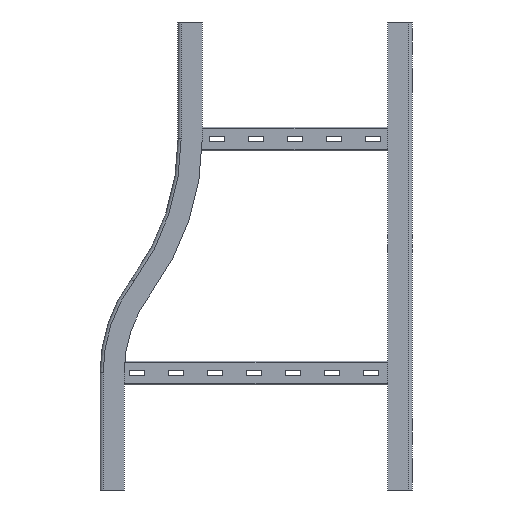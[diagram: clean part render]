
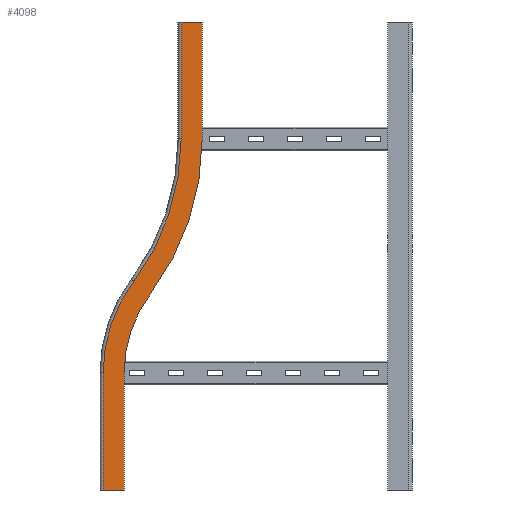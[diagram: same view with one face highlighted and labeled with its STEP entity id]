
A CAD part, front view. The second image highlights one B-rep face of the part: STEP entity #4098.
In plain terms, the highlighted planar face has unit normal (0, -1, 0).
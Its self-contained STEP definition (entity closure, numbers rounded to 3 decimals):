
#126=CIRCLE('',#4426,196.);
#127=CIRCLE('',#4428,169.);
#148=CIRCLE('',#4459,304.);
#149=CIRCLE('',#4461,331.);
#310=FACE_OUTER_BOUND('',#559,.T.);
#559=EDGE_LOOP('',(#2980,#2981,#2982,#2983,#2984,#2985,#2986,#2987,#2988,
#2989));
#816=LINE('',#6040,#1297);
#818=LINE('',#6046,#1299);
#832=LINE('',#6160,#1313);
#885=LINE('',#6273,#1366);
#886=LINE('',#6275,#1367);
#887=LINE('',#6276,#1368);
#1297=VECTOR('',#4831,10.);
#1299=VECTOR('',#4835,10.);
#1313=VECTOR('',#4983,10.);
#1366=VECTOR('',#5096,10.);
#1367=VECTOR('',#5097,10.);
#1368=VECTOR('',#5098,10.);
#1775=VERTEX_POINT('',#6036);
#1776=VERTEX_POINT('',#6038);
#1778=VERTEX_POINT('',#6043);
#1779=VERTEX_POINT('',#6045);
#1794=VERTEX_POINT('',#6095);
#1796=VERTEX_POINT('',#6100);
#1810=VERTEX_POINT('',#6149);
#1812=VERTEX_POINT('',#6154);
#1842=VERTEX_POINT('',#6269);
#1843=VERTEX_POINT('',#6274);
#2142=EDGE_CURVE('',#1775,#1776,#816,.T.);
#2144=EDGE_CURVE('',#1778,#1779,#818,.T.);
#2170=EDGE_CURVE('',#1794,#1775,#126,.T.);
#2172=EDGE_CURVE('',#1796,#1778,#127,.T.);
#2197=EDGE_CURVE('',#1810,#1794,#148,.T.);
#2199=EDGE_CURVE('',#1812,#1796,#149,.T.);
#2202=EDGE_CURVE('',#1779,#1776,#832,.T.);
#2261=EDGE_CURVE('',#1810,#1842,#885,.T.);
#2262=EDGE_CURVE('',#1843,#1812,#886,.T.);
#2263=EDGE_CURVE('',#1842,#1843,#887,.T.);
#2980=ORIENTED_EDGE('',*,*,#2261,.F.);
#2981=ORIENTED_EDGE('',*,*,#2197,.T.);
#2982=ORIENTED_EDGE('',*,*,#2170,.T.);
#2983=ORIENTED_EDGE('',*,*,#2142,.T.);
#2984=ORIENTED_EDGE('',*,*,#2202,.F.);
#2985=ORIENTED_EDGE('',*,*,#2144,.F.);
#2986=ORIENTED_EDGE('',*,*,#2172,.F.);
#2987=ORIENTED_EDGE('',*,*,#2199,.F.);
#2988=ORIENTED_EDGE('',*,*,#2262,.F.);
#2989=ORIENTED_EDGE('',*,*,#2263,.F.);
#3878=PLANE('',#4493);
#4098=ADVANCED_FACE('',(#310),#3878,.F.);
#4426=AXIS2_PLACEMENT_3D('',#6097,#4900,#4901);
#4428=AXIS2_PLACEMENT_3D('',#6102,#4905,#4906);
#4459=AXIS2_PLACEMENT_3D('',#6151,#4971,#4972);
#4461=AXIS2_PLACEMENT_3D('',#6156,#4976,#4977);
#4493=AXIS2_PLACEMENT_3D('',#6272,#5094,#5095);
#4831=DIRECTION('',(0.,0.,-1.));
#4835=DIRECTION('',(0.,0.,-1.));
#4900=DIRECTION('center_axis',(0.,-1.,0.));
#4901=DIRECTION('ref_axis',(-0.8,0.,0.6));
#4905=DIRECTION('center_axis',(0.,-1.,0.));
#4906=DIRECTION('ref_axis',(-0.8,0.,0.6));
#4971=DIRECTION('center_axis',(0.,1.,0.));
#4972=DIRECTION('ref_axis',(1.,0.,0.));
#4976=DIRECTION('center_axis',(0.,1.,0.));
#4977=DIRECTION('ref_axis',(1.,0.,0.));
#4983=DIRECTION('',(-1.,0.,0.));
#5094=DIRECTION('center_axis',(0.,1.,0.));
#5095=DIRECTION('ref_axis',(0.,0.,1.));
#5096=DIRECTION('',(0.,0.,1.));
#5097=DIRECTION('',(0.,0.,-1.));
#5098=DIRECTION('',(1.,0.,0.));
#6036=CARTESIAN_POINT('',(-127.,0.,-300.));
#6038=CARTESIAN_POINT('',(-127.,0.,-450.));
#6040=CARTESIAN_POINT('',(-127.,0.,-300.));
#6043=CARTESIAN_POINT('',(-100.,0.,-300.));
#6045=CARTESIAN_POINT('',(-100.,0.,-450.));
#6046=CARTESIAN_POINT('',(-100.,0.,-300.));
#6095=CARTESIAN_POINT('',(-87.8,0.,-182.4));
#6097=CARTESIAN_POINT('Origin',(69.,0.,-300.));
#6100=CARTESIAN_POINT('',(-66.2,0.,-198.6));
#6102=CARTESIAN_POINT('Origin',(69.,0.,-300.));
#6149=CARTESIAN_POINT('',(-27.,0.,0.));
#6151=CARTESIAN_POINT('Origin',(-331.,0.,0.));
#6154=CARTESIAN_POINT('',(0.,0.,0.));
#6156=CARTESIAN_POINT('Origin',(-331.,0.,0.));
#6160=CARTESIAN_POINT('',(-100.,0.,-450.));
#6269=CARTESIAN_POINT('',(-27.,0.,150.));
#6272=CARTESIAN_POINT('Origin',(-43.286,0.,
75.));
#6273=CARTESIAN_POINT('',(-27.,0.,75.));
#6274=CARTESIAN_POINT('',(0.,0.,150.));
#6275=CARTESIAN_POINT('',(0.,0.,0.));
#6276=CARTESIAN_POINT('',(0.,0.,150.));
